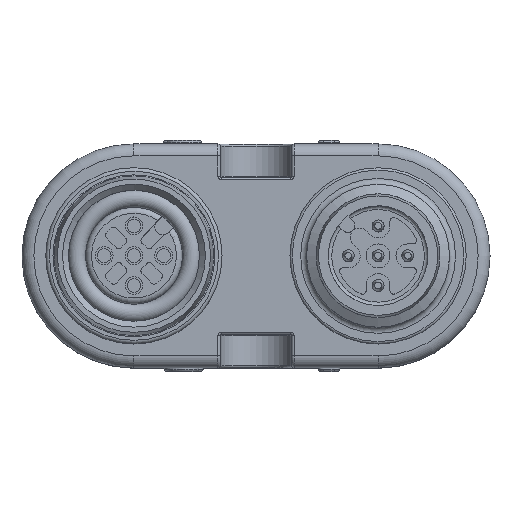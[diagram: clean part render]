
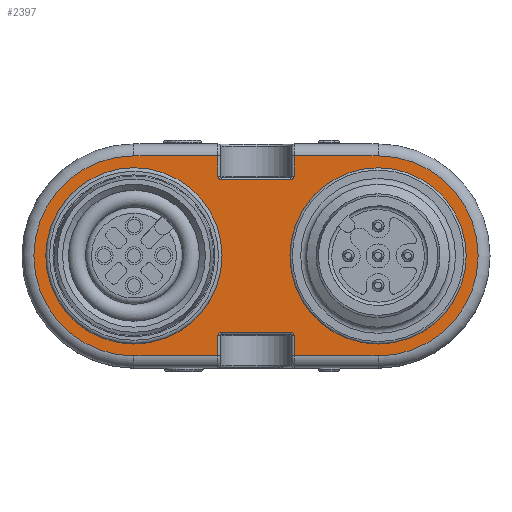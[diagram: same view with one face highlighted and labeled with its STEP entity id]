
A CAD part, top view. The second image highlights one B-rep face of the part: STEP entity #2397.
In plain terms, the highlighted planar face has unit normal (0, 0, 1).
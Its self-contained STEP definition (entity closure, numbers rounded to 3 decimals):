
#876=PLANE('',#9952);
#1119=LINE('',#14100,#1751);
#1120=LINE('',#14103,#1752);
#1121=LINE('',#14107,#1753);
#1122=LINE('',#14111,#1754);
#1123=LINE('',#14113,#1755);
#1124=LINE('',#14117,#1756);
#1125=LINE('',#14119,#1757);
#1126=LINE('',#14123,#1758);
#1127=LINE('',#14127,#1759);
#1128=LINE('',#14129,#1760);
#1751=VECTOR('',#11119,1.);
#1752=VECTOR('',#11120,1.);
#1753=VECTOR('',#11123,1.);
#1754=VECTOR('',#11126,1.);
#1755=VECTOR('',#11127,1.);
#1756=VECTOR('',#11130,1.);
#1757=VECTOR('',#11131,1.);
#1758=VECTOR('',#11134,1.);
#1759=VECTOR('',#11137,1.);
#1760=VECTOR('',#11138,1.);
#2397=ADVANCED_FACE('',(#3225,#3226,#3227),#876,.F.);
#3225=FACE_BOUND('',#3483,.T.);
#3226=FACE_BOUND('',#3484,.T.);
#3227=FACE_BOUND('',#3485,.T.);
#3483=EDGE_LOOP('',(#4247));
#3484=EDGE_LOOP('',(#4248,#4249,#4250,#4251,#4252,#4253,#4254,#4255,#4256,
#4257,#4258,#4259,#4260,#4261,#4262,#4263));
#3485=EDGE_LOOP('',(#4264));
#4247=ORIENTED_EDGE('',*,*,#7941,.F.);
#4248=ORIENTED_EDGE('',*,*,#7942,.T.);
#4249=ORIENTED_EDGE('',*,*,#7943,.T.);
#4250=ORIENTED_EDGE('',*,*,#7944,.T.);
#4251=ORIENTED_EDGE('',*,*,#7945,.T.);
#4252=ORIENTED_EDGE('',*,*,#7946,.T.);
#4253=ORIENTED_EDGE('',*,*,#7947,.T.);
#4254=ORIENTED_EDGE('',*,*,#7948,.T.);
#4255=ORIENTED_EDGE('',*,*,#7949,.T.);
#4256=ORIENTED_EDGE('',*,*,#7950,.T.);
#4257=ORIENTED_EDGE('',*,*,#7951,.T.);
#4258=ORIENTED_EDGE('',*,*,#7952,.T.);
#4259=ORIENTED_EDGE('',*,*,#7953,.T.);
#4260=ORIENTED_EDGE('',*,*,#7954,.T.);
#4261=ORIENTED_EDGE('',*,*,#7955,.T.);
#4262=ORIENTED_EDGE('',*,*,#7956,.T.);
#4263=ORIENTED_EDGE('',*,*,#7957,.T.);
#4264=ORIENTED_EDGE('',*,*,#7958,.T.);
#7027=VERTEX_POINT('',#14099);
#7028=VERTEX_POINT('',#14101);
#7029=VERTEX_POINT('',#14102);
#7030=VERTEX_POINT('',#14104);
#7031=VERTEX_POINT('',#14106);
#7032=VERTEX_POINT('',#14108);
#7033=VERTEX_POINT('',#14110);
#7034=VERTEX_POINT('',#14112);
#7035=VERTEX_POINT('',#14114);
#7036=VERTEX_POINT('',#14116);
#7037=VERTEX_POINT('',#14118);
#7038=VERTEX_POINT('',#14120);
#7039=VERTEX_POINT('',#14122);
#7040=VERTEX_POINT('',#14124);
#7041=VERTEX_POINT('',#14126);
#7042=VERTEX_POINT('',#14128);
#7043=VERTEX_POINT('',#14130);
#7044=VERTEX_POINT('',#14133);
#7941=EDGE_CURVE('',#7027,#7027,#9331,.T.);
#7942=EDGE_CURVE('',#7028,#7029,#1119,.T.);
#7943=EDGE_CURVE('',#7029,#7030,#1120,.T.);
#7944=EDGE_CURVE('',#7030,#7031,#9332,.T.);
#7945=EDGE_CURVE('',#7031,#7032,#1121,.T.);
#7946=EDGE_CURVE('',#7032,#7033,#9333,.T.);
#7947=EDGE_CURVE('',#7033,#7034,#1122,.T.);
#7948=EDGE_CURVE('',#7034,#7035,#1123,.T.);
#7949=EDGE_CURVE('',#7035,#7036,#9334,.T.);
#7950=EDGE_CURVE('',#7036,#7037,#1124,.T.);
#7951=EDGE_CURVE('',#7037,#7038,#1125,.T.);
#7952=EDGE_CURVE('',#7038,#7039,#9335,.T.);
#7953=EDGE_CURVE('',#7039,#7040,#1126,.T.);
#7954=EDGE_CURVE('',#7040,#7041,#9336,.T.);
#7955=EDGE_CURVE('',#7041,#7042,#1127,.T.);
#7956=EDGE_CURVE('',#7042,#7043,#1128,.T.);
#7957=EDGE_CURVE('',#7043,#7028,#9337,.T.);
#7958=EDGE_CURVE('',#7044,#7044,#9338,.T.);
#9331=CIRCLE('',#9944,7.4);
#9332=CIRCLE('',#9945,0.3);
#9333=CIRCLE('',#9946,0.3);
#9334=CIRCLE('',#9947,8.4);
#9335=CIRCLE('',#9948,0.3);
#9336=CIRCLE('',#9949,0.3);
#9337=CIRCLE('',#9950,8.4);
#9338=CIRCLE('',#9951,7.4);
#9944=AXIS2_PLACEMENT_3D('',#14098,#11117,#11118);
#9945=AXIS2_PLACEMENT_3D('',#14105,#11121,#11122);
#9946=AXIS2_PLACEMENT_3D('',#14109,#11124,#11125);
#9947=AXIS2_PLACEMENT_3D('',#14115,#11128,#11129);
#9948=AXIS2_PLACEMENT_3D('',#14121,#11132,#11133);
#9949=AXIS2_PLACEMENT_3D('',#14125,#11135,#11136);
#9950=AXIS2_PLACEMENT_3D('',#14131,#11139,#11140);
#9951=AXIS2_PLACEMENT_3D('',#14132,#11141,#11142);
#9952=AXIS2_PLACEMENT_3D('',#14134,#11143,#11144);
#11117=DIRECTION('',(0.,0.,1.));
#11118=DIRECTION('',(-1.,0.,0.));
#11119=DIRECTION('',(-1.,0.,0.));
#11120=DIRECTION('',(0.,-1.,0.));
#11121=DIRECTION('',(0.,0.,-1.));
#11122=DIRECTION('',(-1.,0.,0.));
#11123=DIRECTION('',(-1.,0.,0.));
#11124=DIRECTION('',(0.,0.,-1.));
#11125=DIRECTION('',(-1.,0.,0.));
#11126=DIRECTION('',(0.,1.,0.));
#11127=DIRECTION('',(-1.,0.,0.));
#11128=DIRECTION('',(0.,0.,1.));
#11129=DIRECTION('',(-1.,0.,0.));
#11130=DIRECTION('',(1.,0.,0.));
#11131=DIRECTION('',(0.,1.,0.));
#11132=DIRECTION('',(0.,0.,-1.));
#11133=DIRECTION('',(-1.,0.,0.));
#11134=DIRECTION('',(1.,0.,0.));
#11135=DIRECTION('',(0.,0.,-1.));
#11136=DIRECTION('',(-1.,0.,0.));
#11137=DIRECTION('',(0.,-1.,0.));
#11138=DIRECTION('',(1.,0.,0.));
#11139=DIRECTION('',(0.,0.,1.));
#11140=DIRECTION('',(-1.,0.,0.));
#11141=DIRECTION('',(0.,0.,-1.));
#11142=DIRECTION('',(-1.,0.,0.));
#11143=DIRECTION('',(0.,0.,-1.));
#11144=DIRECTION('',(1.,0.,0.));
#14098=CARTESIAN_POINT('',(90.5,79.4,15.));
#14099=CARTESIAN_POINT('',(83.1,79.4,15.));
#14100=CARTESIAN_POINT('',(70.,87.8,15.));
#14101=CARTESIAN_POINT('',(90.5,87.8,15.));
#14102=CARTESIAN_POINT('',(83.45,87.8,15.));
#14103=CARTESIAN_POINT('',(83.45,86.1,15.));
#14104=CARTESIAN_POINT('',(83.45,86.1,15.));
#14105=CARTESIAN_POINT('',(83.15,86.1,15.));
#14106=CARTESIAN_POINT('',(83.15,85.8,15.));
#14107=CARTESIAN_POINT('',(90.5,85.8,15.));
#14108=CARTESIAN_POINT('',(77.35,85.8,15.));
#14109=CARTESIAN_POINT('',(77.35,86.1,15.));
#14110=CARTESIAN_POINT('',(77.05,86.1,15.));
#14111=CARTESIAN_POINT('',(77.05,87.8,15.));
#14112=CARTESIAN_POINT('',(77.05,87.8,15.));
#14113=CARTESIAN_POINT('',(70.,87.8,15.));
#14114=CARTESIAN_POINT('',(70.,87.8,15.));
#14115=CARTESIAN_POINT('',(70.,79.4,15.));
#14116=CARTESIAN_POINT('',(70.,71.,15.));
#14117=CARTESIAN_POINT('',(90.5,71.,15.));
#14118=CARTESIAN_POINT('',(77.05,71.,15.));
#14119=CARTESIAN_POINT('',(77.05,72.7,15.));
#14120=CARTESIAN_POINT('',(77.05,72.7,15.));
#14121=CARTESIAN_POINT('',(77.35,72.7,15.));
#14122=CARTESIAN_POINT('',(77.35,73.,15.));
#14123=CARTESIAN_POINT('',(90.5,73.,15.));
#14124=CARTESIAN_POINT('',(83.15,73.,15.));
#14125=CARTESIAN_POINT('',(83.15,72.7,15.));
#14126=CARTESIAN_POINT('',(83.45,72.7,15.));
#14127=CARTESIAN_POINT('',(83.45,71.,15.));
#14128=CARTESIAN_POINT('',(83.45,71.,15.));
#14129=CARTESIAN_POINT('',(90.5,71.,15.));
#14130=CARTESIAN_POINT('',(90.5,71.,15.));
#14131=CARTESIAN_POINT('',(90.5,79.4,15.));
#14132=CARTESIAN_POINT('',(70.,79.4,15.));
#14133=CARTESIAN_POINT('',(62.6,79.4,15.));
#14134=CARTESIAN_POINT('',(90.5,79.4,15.));
